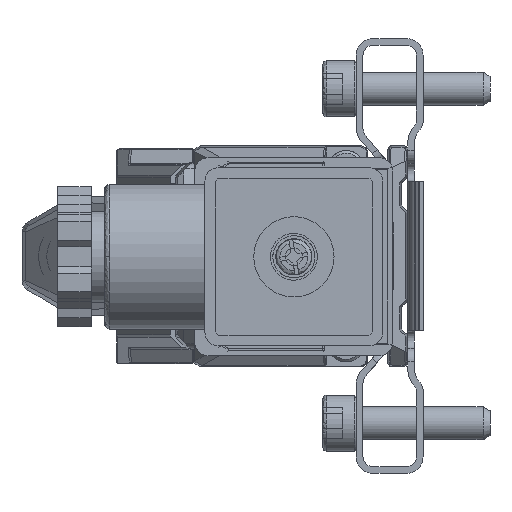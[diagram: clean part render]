
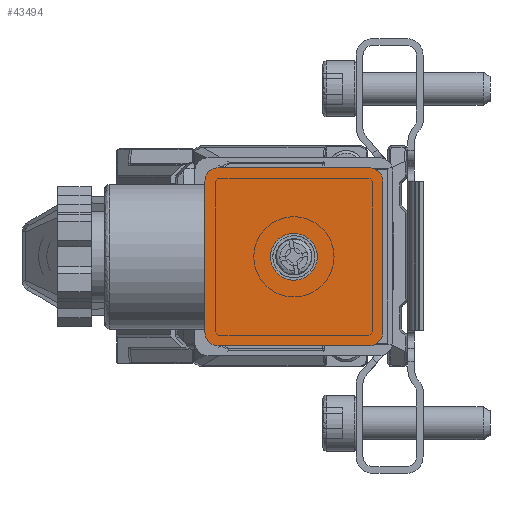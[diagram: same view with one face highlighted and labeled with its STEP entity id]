
A CAD part, left-side view. The second image highlights one B-rep face of the part: STEP entity #43494.
In plain terms, the highlighted planar face has unit normal (-1, 0, 0).
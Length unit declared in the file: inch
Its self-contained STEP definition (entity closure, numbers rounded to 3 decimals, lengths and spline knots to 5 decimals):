
#434 = AXIS2_PLACEMENT_3D ( 'NONE', #19493, #36976, #43994 ) ;
#567 = EDGE_CURVE ( 'NONE', #46150, #18485, #14925, .T. ) ;
#1545 = DIRECTION ( 'NONE',  ( 1., 0., 0. ) ) ;
#1650 = VECTOR ( 'NONE', #10232, 39.37008 ) ;
#2330 = LINE ( 'NONE', #37765, #1650 ) ;
#2486 = CIRCLE ( 'NONE', #33712, 0.07874 ) ;
#2754 = CARTESIAN_POINT ( 'NONE',  ( -9.69291, 1.11473, -0.12903 ) ) ;
#3897 = EDGE_CURVE ( 'NONE', #33416, #43078, #2486, .T. ) ;
#4257 = VECTOR ( 'NONE', #26518, 39.37008 ) ;
#5370 = CARTESIAN_POINT ( 'NONE',  ( -9.69291, 0.66984, -0.79045 ) ) ;
#5387 = ORIENTED_EDGE ( 'NONE', *, *, #3897, .F. ) ;
#5994 = VERTEX_POINT ( 'NONE', #12841 ) ;
#6235 = ORIENTED_EDGE ( 'NONE', *, *, #41703, .F. ) ;
#6598 = EDGE_CURVE ( 'NONE', #19461, #35870, #44972, .T. ) ;
#6956 = DIRECTION ( 'NONE',  ( 0., -1., 0. ) ) ;
#7564 = FACE_OUTER_BOUND ( 'NONE', #9987, .T. ) ;
#7679 = CARTESIAN_POINT ( 'NONE',  ( -9.69291, 1.19347, -0.20777 ) ) ;
#8850 = VERTEX_POINT ( 'NONE', #5370 ) ;
#9987 = EDGE_LOOP ( 'NONE', ( #17632, #19923, #11706, #26170, #41738, #5387, #45279, #36611 ) ) ;
#10232 = DIRECTION ( 'NONE',  ( 0., 0., -1. ) ) ;
#11288 = DIRECTION ( 'NONE',  ( 0., 0., 1. ) ) ;
#11706 = ORIENTED_EDGE ( 'NONE', *, *, #18414, .F. ) ;
#11710 = AXIS2_PLACEMENT_3D ( 'NONE', #16513, #33975, #40985 ) ;
#12040 = CARTESIAN_POINT ( 'NONE',  ( -9.69291, 0.22496, -0.20777 ) ) ;
#12841 = CARTESIAN_POINT ( 'NONE',  ( -9.69291, 0.14622, -1.09754 ) ) ;
#14925 = CIRCLE ( 'NONE', #17154, 0.07874 ) ;
#16513 = CARTESIAN_POINT ( 'NONE',  ( -9.69291, 0.66984, -0.65265 ) ) ;
#17154 = AXIS2_PLACEMENT_3D ( 'NONE', #12040, #1545, #26043 ) ;
#17632 = ORIENTED_EDGE ( 'NONE', *, *, #6598, .F. ) ;
#17967 = EDGE_CURVE ( 'NONE', #35870, #26447, #21015, .T. ) ;
#18414 = EDGE_CURVE ( 'NONE', #18485, #5994, #2330, .T. ) ;
#18485 = VERTEX_POINT ( 'NONE', #41509 ) ;
#19045 = CIRCLE ( 'NONE', #434, 0.07874 ) ;
#19461 = VERTEX_POINT ( 'NONE', #19628 ) ;
#19493 = CARTESIAN_POINT ( 'NONE',  ( -9.69291, 0.22496, -1.09754 ) ) ;
#19628 = CARTESIAN_POINT ( 'NONE',  ( -9.69291, 0.22496, -1.17628 ) ) ;
#19923 = ORIENTED_EDGE ( 'NONE', *, *, #22578, .F. ) ;
#21015 = CIRCLE ( 'NONE', #35909, 0.07874 ) ;
#22578 = EDGE_CURVE ( 'NONE', #5994, #19461, #19045, .T. ) ;
#23952 = DIRECTION ( 'NONE',  ( 1., 0., 0. ) ) ;
#24345 = EDGE_CURVE ( 'NONE', #26447, #33416, #29331, .T. ) ;
#25067 = CARTESIAN_POINT ( 'NONE',  ( -9.69291, 1.19347, -1.09754 ) ) ;
#25971 = FACE_BOUND ( 'NONE', #33923, .T. ) ;
#26043 = DIRECTION ( 'NONE',  ( 0., -1., 0. ) ) ;
#26170 = ORIENTED_EDGE ( 'NONE', *, *, #567, .F. ) ;
#26447 = VERTEX_POINT ( 'NONE', #25067 ) ;
#26518 = DIRECTION ( 'NONE',  ( 0., 0., 1. ) ) ;
#27705 = CARTESIAN_POINT ( 'NONE',  ( -9.69291, 1.19347, -1.17628 ) ) ;
#29003 = CARTESIAN_POINT ( 'NONE',  ( -9.69291, 1.19347, -1.17628 ) ) ;
#29234 = DIRECTION ( 'NONE',  ( 1., 0., 0. ) ) ;
#29331 = LINE ( 'NONE', #43572, #4257 ) ;
#30030 = VECTOR ( 'NONE', #6956, 39.37008 ) ;
#30567 = CARTESIAN_POINT ( 'NONE',  ( -9.69291, 1.11473, -1.17628 ) ) ;
#32951 = PLANE ( 'NONE',  #44535 ) ;
#33416 = VERTEX_POINT ( 'NONE', #7679 ) ;
#33712 = AXIS2_PLACEMENT_3D ( 'NONE', #42375, #23952, #45172 ) ;
#33923 = EDGE_LOOP ( 'NONE', ( #6235 ) ) ;
#33975 = DIRECTION ( 'NONE',  ( -1., 0., 0. ) ) ;
#35153 = LINE ( 'NONE', #38895, #30030 ) ;
#35246 = CARTESIAN_POINT ( 'NONE',  ( -9.69291, 1.11473, -1.09754 ) ) ;
#35515 = CIRCLE ( 'NONE', #11710, 0.1378 ) ;
#35870 = VERTEX_POINT ( 'NONE', #30567 ) ;
#35909 = AXIS2_PLACEMENT_3D ( 'NONE', #35246, #41563, #38515 ) ;
#36603 = EDGE_CURVE ( 'NONE', #43078, #46150, #35153, .T. ) ;
#36611 = ORIENTED_EDGE ( 'NONE', *, *, #17967, .F. ) ;
#36976 = DIRECTION ( 'NONE',  ( 1., 0., 0. ) ) ;
#37765 = CARTESIAN_POINT ( 'NONE',  ( -9.69291, 0.14622, -1.17628 ) ) ;
#38515 = DIRECTION ( 'NONE',  ( 0., -1., 0. ) ) ;
#38895 = CARTESIAN_POINT ( 'NONE',  ( -9.69291, 1.19347, -0.12903 ) ) ;
#40985 = DIRECTION ( 'NONE',  ( 0., 0., -1. ) ) ;
#41239 = DIRECTION ( 'NONE',  ( 0., 1., 0. ) ) ;
#41509 = CARTESIAN_POINT ( 'NONE',  ( -9.69291, 0.14622, -0.20777 ) ) ;
#41563 = DIRECTION ( 'NONE',  ( 1., 0., 0. ) ) ;
#41703 = EDGE_CURVE ( 'NONE', #8850, #8850, #35515, .T. ) ;
#41738 = ORIENTED_EDGE ( 'NONE', *, *, #36603, .F. ) ;
#42068 = VECTOR ( 'NONE', #41239, 39.37008 ) ;
#42375 = CARTESIAN_POINT ( 'NONE',  ( -9.69291, 1.11473, -0.20777 ) ) ;
#42556 = CARTESIAN_POINT ( 'NONE',  ( -9.69291, 0.22496, -0.12903 ) ) ;
#43078 = VERTEX_POINT ( 'NONE', #2754 ) ;
#43494 = ADVANCED_FACE ( 'NONE', ( #7564, #25971 ), #32951, .F. ) ;
#43572 = CARTESIAN_POINT ( 'NONE',  ( -9.69291, 1.19347, -1.17628 ) ) ;
#43994 = DIRECTION ( 'NONE',  ( 0., -1., 0. ) ) ;
#44535 = AXIS2_PLACEMENT_3D ( 'NONE', #29003, #29234, #11288 ) ;
#44972 = LINE ( 'NONE', #27705, #42068 ) ;
#45172 = DIRECTION ( 'NONE',  ( 0., -1., 0. ) ) ;
#45279 = ORIENTED_EDGE ( 'NONE', *, *, #24345, .F. ) ;
#46150 = VERTEX_POINT ( 'NONE', #42556 ) ;
